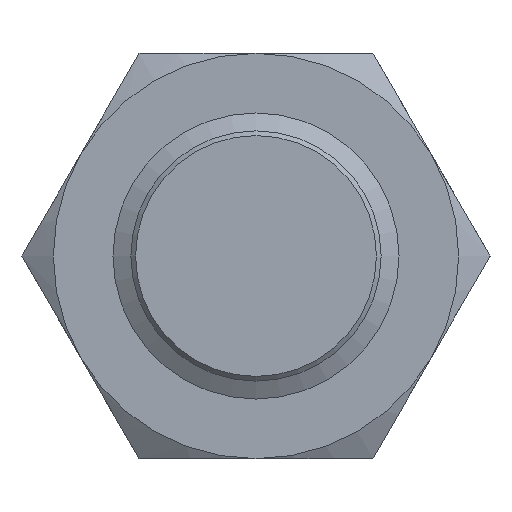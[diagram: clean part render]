
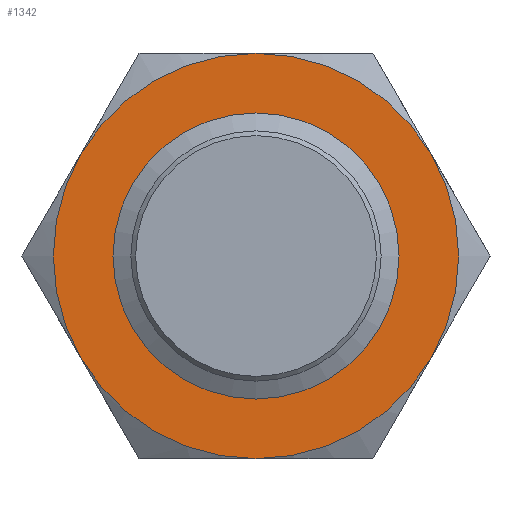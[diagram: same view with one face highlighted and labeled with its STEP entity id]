
A CAD part, left-side view. The second image highlights one B-rep face of the part: STEP entity #1342.
In plain terms, the highlighted planar face has unit normal (-1, 0, 0).
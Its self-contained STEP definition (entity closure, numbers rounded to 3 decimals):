
#67=PLANE('',#1504);
#513=ORIENTED_EDGE('',*,*,#777,.F.);
#514=ORIENTED_EDGE('',*,*,#776,.F.);
#515=ORIENTED_EDGE('',*,*,#775,.F.);
#516=ORIENTED_EDGE('',*,*,#774,.F.);
#517=ORIENTED_EDGE('',*,*,#778,.F.);
#518=ORIENTED_EDGE('',*,*,#773,.F.);
#519=ORIENTED_EDGE('',*,*,#772,.T.);
#772=EDGE_CURVE('',#918,#918,#984,.T.);
#773=EDGE_CURVE('',#906,#904,#985,.T.);
#774=EDGE_CURVE('',#913,#912,#986,.T.);
#775=EDGE_CURVE('',#912,#910,#987,.T.);
#776=EDGE_CURVE('',#910,#908,#988,.T.);
#777=EDGE_CURVE('',#908,#906,#989,.T.);
#778=EDGE_CURVE('',#904,#913,#990,.T.);
#904=VERTEX_POINT('',#2382);
#906=VERTEX_POINT('',#2394);
#908=VERTEX_POINT('',#2406);
#910=VERTEX_POINT('',#2418);
#912=VERTEX_POINT('',#2430);
#913=VERTEX_POINT('',#2440);
#918=VERTEX_POINT('',#2459);
#984=CIRCLE('',#1493,6.);
#985=CIRCLE('',#1495,8.5);
#986=CIRCLE('',#1497,8.5);
#987=CIRCLE('',#1499,8.5);
#988=CIRCLE('',#1501,8.5);
#989=CIRCLE('',#1503,8.5);
#990=CIRCLE('',#1505,8.5);
#1084=EDGE_LOOP('',(#513,#514,#515,#516,#517,#518));
#1085=EDGE_LOOP('',(#519));
#1216=FACE_BOUND('',#1084,.T.);
#1217=FACE_BOUND('',#1085,.T.);
#1342=ADVANCED_FACE('',(#1216,#1217),#67,.F.);
#1493=AXIS2_PLACEMENT_3D('',#2458,#1787,#1788);
#1495=AXIS2_PLACEMENT_3D('',#2461,#1791,#1792);
#1497=AXIS2_PLACEMENT_3D('',#2463,#1795,#1796);
#1499=AXIS2_PLACEMENT_3D('',#2465,#1799,#1800);
#1501=AXIS2_PLACEMENT_3D('',#2467,#1803,#1804);
#1503=AXIS2_PLACEMENT_3D('',#2469,#1807,#1808);
#1504=AXIS2_PLACEMENT_3D('',#2470,#1809,#1810);
#1505=AXIS2_PLACEMENT_3D('',#2471,#1811,#1812);
#1787=DIRECTION('',(1.,0.,0.));
#1788=DIRECTION('',(0.,0.,-1.));
#1791=DIRECTION('',(1.,0.,0.));
#1792=DIRECTION('',(0.,0.,-1.));
#1795=DIRECTION('',(1.,0.,0.));
#1796=DIRECTION('',(0.,0.,-1.));
#1799=DIRECTION('',(1.,0.,0.));
#1800=DIRECTION('',(0.,0.,-1.));
#1803=DIRECTION('',(1.,0.,0.));
#1804=DIRECTION('',(0.,0.,-1.));
#1807=DIRECTION('',(1.,0.,0.));
#1808=DIRECTION('',(0.,0.,-1.));
#1809=DIRECTION('',(1.,0.,0.));
#1810=DIRECTION('',(0.,0.,-1.));
#1811=DIRECTION('',(1.,0.,0.));
#1812=DIRECTION('',(0.,0.,-1.));
#2382=CARTESIAN_POINT('',(7.5,0.,8.5));
#2394=CARTESIAN_POINT('',(7.5,7.361,4.25));
#2406=CARTESIAN_POINT('',(7.5,7.361,-4.25));
#2418=CARTESIAN_POINT('',(7.5,0.,-8.5));
#2430=CARTESIAN_POINT('',(7.5,-7.361,-4.25));
#2440=CARTESIAN_POINT('',(7.5,-7.361,4.25));
#2458=CARTESIAN_POINT('',(7.5,0.,0.));
#2459=CARTESIAN_POINT('',(7.5,0.,-6.));
#2461=CARTESIAN_POINT('',(7.5,0.,0.));
#2463=CARTESIAN_POINT('',(7.5,0.,0.));
#2465=CARTESIAN_POINT('',(7.5,0.,0.));
#2467=CARTESIAN_POINT('',(7.5,0.,0.));
#2469=CARTESIAN_POINT('',(7.5,0.,0.));
#2470=CARTESIAN_POINT('',(7.5,0.,0.));
#2471=CARTESIAN_POINT('',(7.5,0.,0.));
